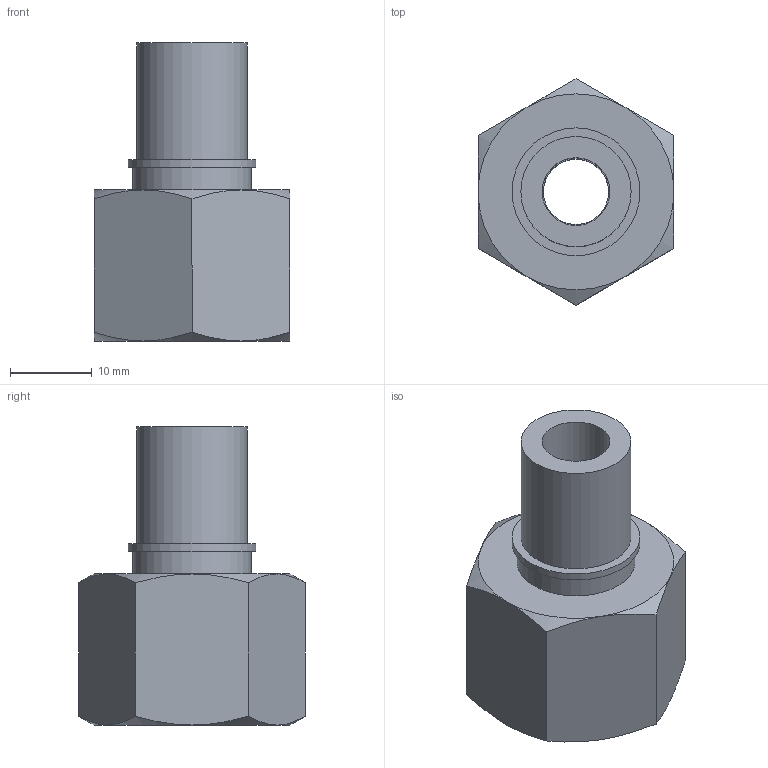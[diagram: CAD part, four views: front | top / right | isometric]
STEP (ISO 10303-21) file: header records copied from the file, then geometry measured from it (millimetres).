
FILE_DESCRIPTION(/* description */ ('STEP AP203'),/* implementation_level */ '2;1');
FILE_NAME(/* name */ 'Welding Cone AKS 12_13.5x2.6-01',/* time_stamp */ '2025-01-14T12:08:35+01:00',/* author */ ('License CC BY-ND 4.0'),/* organization */ ('CADENAS'),/* preprocessor_version */ 'ST-DEVELOPER v19.3',/* originating_system */ 'PARTsolutions',/* authorisation */ ' ');
FILE_SCHEMA (('CONFIG_CONTROL_DESIGN'));
Length unit declared in the file: millimetre
Products named in the file (1): Schweisskegel AKS 12<13.5x2.6-01
Bounding box: 24 x 27.71 x 36.5 mm (x, y, z)
Volume: 8265.1 mm3; surface area: 5306 mm2
Topology: 1 solids, 3 shells, 43 faces, 83 edges, 51 vertices
Faces by surface type: plane 17, cone 16, cylinder 7, torus 3
Full cylindrical faces by diameter (mm): 8 x1, 8.3 x1, 13.5 x1, 14.5 x2, 15.66 x1, 18.376 x1
Entity records: 1349 total; most frequent: CARTESIAN_POINT 230, DIRECTION 166, ORIENTED_EDGE 132, AXIS2_PLACEMENT_3D 80, EDGE_LOOP 68, FACE_BOUND 68, EDGE_CURVE 66, VERTEX_POINT 48
